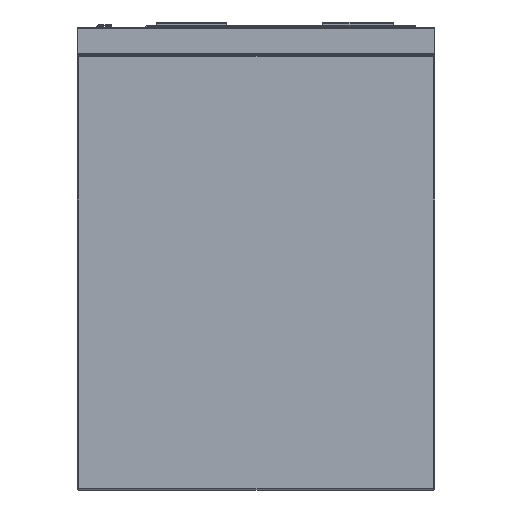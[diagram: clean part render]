
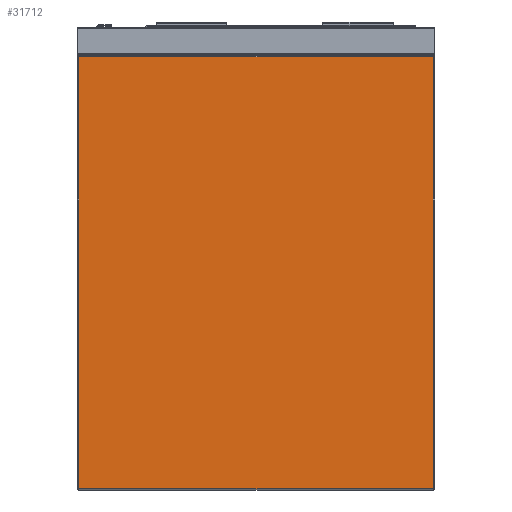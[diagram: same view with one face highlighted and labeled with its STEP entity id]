
A CAD part, left-side view. The second image highlights one B-rep face of the part: STEP entity #31712.
In plain terms, the highlighted planar face has unit normal (-1, 0, 0).
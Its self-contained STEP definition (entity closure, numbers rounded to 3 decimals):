
#2372 = CARTESIAN_POINT ( 'NONE',  ( -880., -255., -660. ) ) ;
#3699 = CARTESIAN_POINT ( 'NONE',  ( -880., -253., -658. ) ) ;
#4762 = DIRECTION ( 'NONE',  ( 0., 0., -1. ) ) ;
#6304 = EDGE_CURVE ( 'NONE', #9058, #17470, #9868, .T. ) ;
#7676 = CARTESIAN_POINT ( 'NONE',  ( -880., -255., -658. ) ) ;
#8276 = LINE ( 'NONE', #33958, #28340 ) ;
#9058 = VERTEX_POINT ( 'NONE', #26403 ) ;
#9868 = LINE ( 'NONE', #17693, #19873 ) ;
#10300 = DIRECTION ( 'NONE',  ( 0., -1., 0. ) ) ;
#11018 = ORIENTED_EDGE ( 'NONE', *, *, #18239, .T. ) ;
#11556 = CARTESIAN_POINT ( 'NONE',  ( -880., 253., -42. ) ) ;
#11717 = CARTESIAN_POINT ( 'NONE',  ( -880., 253., -658. ) ) ;
#12190 = EDGE_CURVE ( 'NONE', #32606, #24918, #24634, .T. ) ;
#16947 = EDGE_CURVE ( 'NONE', #17470, #32606, #24856, .T. ) ;
#17382 = ORIENTED_EDGE ( 'NONE', *, *, #6304, .T. ) ;
#17470 = VERTEX_POINT ( 'NONE', #11556 ) ;
#17693 = CARTESIAN_POINT ( 'NONE',  ( -880., 255., -42. ) ) ;
#17886 = DIRECTION ( 'NONE',  ( 0., 1., 0. ) ) ;
#18239 = EDGE_CURVE ( 'NONE', #24918, #9058, #8276, .T. ) ;
#19827 = CARTESIAN_POINT ( 'NONE',  ( -880., 253., -660. ) ) ;
#19833 = DIRECTION ( 'NONE',  ( 0., 0., 1. ) ) ;
#19873 = VECTOR ( 'NONE', #17886, 1000. ) ;
#20042 = DIRECTION ( 'NONE',  ( -1., 0., 0. ) ) ;
#21212 = VECTOR ( 'NONE', #4762, 1000. ) ;
#22776 = AXIS2_PLACEMENT_3D ( 'NONE', #2372, #20042, #33980 ) ;
#24634 = LINE ( 'NONE', #7676, #35820 ) ;
#24856 = LINE ( 'NONE', #19827, #21212 ) ;
#24918 = VERTEX_POINT ( 'NONE', #3699 ) ;
#24979 = ORIENTED_EDGE ( 'NONE', *, *, #16947, .T. ) ;
#26062 = EDGE_LOOP ( 'NONE', ( #11018, #17382, #24979, #34870 ) ) ;
#26403 = CARTESIAN_POINT ( 'NONE',  ( -880., -253., -42. ) ) ;
#28340 = VECTOR ( 'NONE', #19833, 1000. ) ;
#31174 = FACE_OUTER_BOUND ( 'NONE', #26062, .T. ) ;
#31355 = PLANE ( 'NONE',  #22776 ) ;
#31712 = ADVANCED_FACE ( 'Fl�che7', ( #31174 ), #31355, .T. ) ;
#32606 = VERTEX_POINT ( 'NONE', #11717 ) ;
#33958 = CARTESIAN_POINT ( 'NONE',  ( -880., -253., -660. ) ) ;
#33980 = DIRECTION ( 'NONE',  ( 0., 0., 1. ) ) ;
#34870 = ORIENTED_EDGE ( 'NONE', *, *, #12190, .T. ) ;
#35820 = VECTOR ( 'NONE', #10300, 1000. ) ;
